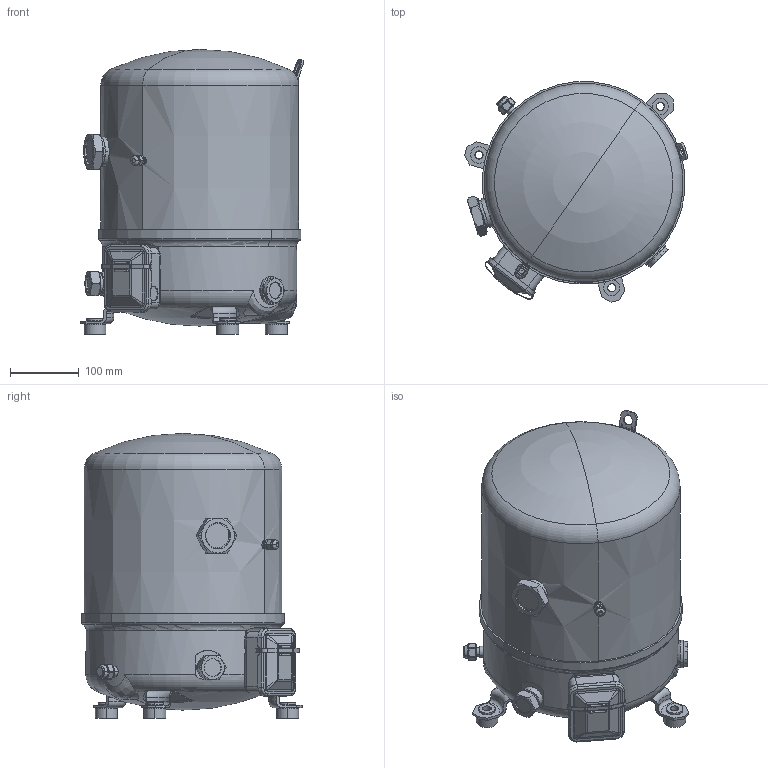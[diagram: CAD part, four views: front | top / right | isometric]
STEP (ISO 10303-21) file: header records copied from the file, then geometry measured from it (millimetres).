
FILE_DESCRIPTION((''),'2;1');
FILE_NAME('8502017P01_ASM','2022-06-07T09:53:30',('FRCC0194'),('DANFOSS COMMERCIAL COMPRESSOR'),'CREO PARAMETRIC BY PTC INC, 2020342','CREO PARAMETRIC BY PTC INC, 2020342','');
FILE_SCHEMA(('CONFIG_CONTROL_DESIGN'));
Length unit declared in the file: millimetre
Products named in the file (37): 5312271P03; 5311020P02; 5311698P01; 5321274P02; 7315031P02; 5312084; VIS; 5314003P01_ASM; 5312623P01; 5312478P01; 5313066; 5311609; 5314206P01_ASM; 5311089P01; 6807054P01; 5607006P01; 6204036P02; 5314205P03_ASM; 5312013P05; 5311021P01; 5311363P01; 5312052P02; 6807027P01; 5314210P01_ASM; 5603004P02; 6204036P01; 5607001P01; 5607001P02; 5311025P01; 5106005P02; 5316683P02_ASM; 5311025P02; 5106005P03; 5316683P03_ASM; 5606023P01; 6405006P01; 8502017P01_ASM
Assembly tree (44 placements, depth 4):
  8502017P01_ASM
    5314205P03_ASM
      5312271P03
      5311020P02  x3
      5311698P01
      5321274P02
      7315031P02
      5314003P01_ASM
        5312084
        VIS
      5312623P01  x3
      5312478P01
      5314206P01_ASM
        5313066
        5311609
      5311089P01
      6807054P01
      5607006P01
      6204036P02
    5314210P01_ASM
      5312013P05
      5311021P01
      5311363P01
      5312052P02
      6807027P01
    5603004P02  x3
    6204036P01
    6807054P01
    6807027P01
    5607001P01
    5607001P02
    5316683P02_ASM
      5311025P01
      5106005P02
    5316683P03_ASM
      5311025P02
      5106005P03
    5606023P01
    6405006P01
Bounding box: 323.21 x 319.25 x 413.4 mm (x, y, z)
Volume: 1492037.8 mm3; surface area: 1084727 mm2
Topology: 43 solids, 54 shells, 2117 faces, 5021 edges, 3060 vertices
Faces by surface type: plane 787, cylinder 563, bspline 248, cone 229, torus 198, sphere 92
Entity records: 58936 total; most frequent: CARTESIAN_POINT 22222, DIRECTION 7540, ORIENTED_EDGE 7512, EDGE_CURVE 3771, AXIS2_PLACEMENT_3D 3013, VERTEX_POINT 2290, EDGE_LOOP 1774, FACE_OUTER_BOUND 1636
